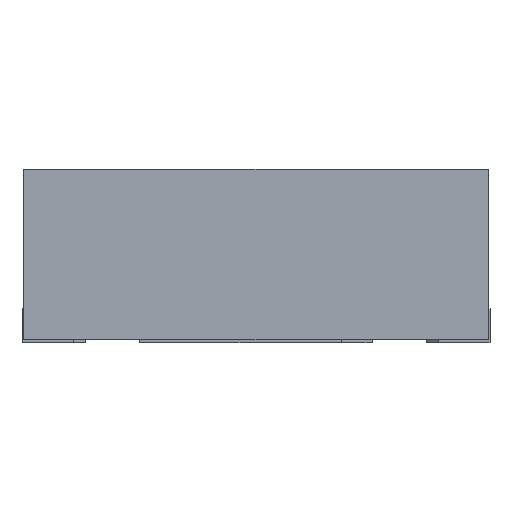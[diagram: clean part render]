
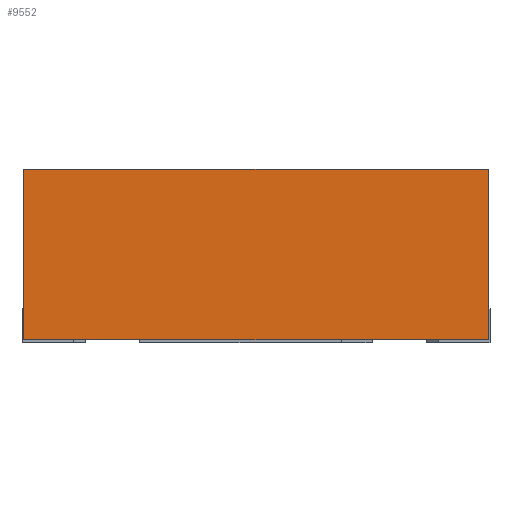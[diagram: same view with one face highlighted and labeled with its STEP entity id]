
A CAD part, front view. The second image highlights one B-rep face of the part: STEP entity #9552.
In plain terms, the highlighted planar face has unit normal (0, -1, 0).
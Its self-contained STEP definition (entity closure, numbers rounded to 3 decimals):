
#43 = PLANE('',#44);
#44 = AXIS2_PLACEMENT_3D('',#45,#46,#47);
#45 = CARTESIAN_POINT('',(0.,0.,1.12));
#46 = DIRECTION('',(0.,0.,1.));
#47 = DIRECTION('',(-1.,0.,0.));
#3070 = VERTEX_POINT('',#3071);
#3071 = CARTESIAN_POINT('',(1.5,-1.5,1.12));
#3087 = PLANE('',#3088);
#3088 = AXIS2_PLACEMENT_3D('',#3089,#3090,#3091);
#3089 = CARTESIAN_POINT('',(1.5,1.5,1.12));
#3090 = DIRECTION('',(1.,0.,0.));
#3091 = DIRECTION('',(0.,0.,1.));
#3128 = VERTEX_POINT('',#3129);
#3129 = CARTESIAN_POINT('',(-1.5,-1.5,1.12));
#3143 = PLANE('',#3144);
#3144 = AXIS2_PLACEMENT_3D('',#3145,#3146,#3147);
#3145 = CARTESIAN_POINT('',(-1.5,-1.5,1.12));
#3146 = DIRECTION('',(-1.,0.,0.));
#3147 = DIRECTION('',(0.,0.,-1.));
#3155 = EDGE_CURVE('',#3128,#3070,#3156,.T.);
#3156 = SURFACE_CURVE('',#3157,(#3161,#3168),.PCURVE_S1.);
#3157 = LINE('',#3158,#3159);
#3158 = CARTESIAN_POINT('',(0.,-1.5,1.12));
#3159 = VECTOR('',#3160,1.);
#3160 = DIRECTION('',(1.,0.,0.));
#3161 = PCURVE('',#43,#3162);
#3162 = DEFINITIONAL_REPRESENTATION('',(#3163),#3167);
#3163 = LINE('',#3164,#3165);
#3164 = CARTESIAN_POINT('',(0.,1.5));
#3165 = VECTOR('',#3166,1.);
#3166 = DIRECTION('',(-1.,0.));
#3167 = ( GEOMETRIC_REPRESENTATION_CONTEXT(2) 
PARAMETRIC_REPRESENTATION_CONTEXT() REPRESENTATION_CONTEXT('2D SPACE',''
  ) );
#3168 = PCURVE('',#3169,#3174);
#3169 = PLANE('',#3170);
#3170 = AXIS2_PLACEMENT_3D('',#3171,#3172,#3173);
#3171 = CARTESIAN_POINT('',(1.5,-1.5,1.12));
#3172 = DIRECTION('',(0.,-1.,0.));
#3173 = DIRECTION('',(1.,0.,0.));
#3174 = DEFINITIONAL_REPRESENTATION('',(#3175),#3179);
#3175 = LINE('',#3176,#3177);
#3176 = CARTESIAN_POINT('',(-1.5,0.));
#3177 = VECTOR('',#3178,1.);
#3178 = DIRECTION('',(1.,-0.));
#3179 = ( GEOMETRIC_REPRESENTATION_CONTEXT(2) 
PARAMETRIC_REPRESENTATION_CONTEXT() REPRESENTATION_CONTEXT('2D SPACE',''
  ) );
#9128 = PLANE('',#9129);
#9129 = AXIS2_PLACEMENT_3D('',#9130,#9131,#9132);
#9130 = CARTESIAN_POINT('',(0.,0.,
    0.02));
#9131 = DIRECTION('',(0.,0.,1.));
#9132 = DIRECTION('',(-1.,0.,0.));
#9186 = EDGE_CURVE('',#3070,#9187,#9189,.T.);
#9187 = VERTEX_POINT('',#9188);
#9188 = CARTESIAN_POINT('',(1.5,-1.5,0.02));
#9189 = SURFACE_CURVE('',#9190,(#9194,#9201),.PCURVE_S1.);
#9190 = LINE('',#9191,#9192);
#9191 = CARTESIAN_POINT('',(1.5,-1.5,1.12));
#9192 = VECTOR('',#9193,1.);
#9193 = DIRECTION('',(0.,0.,-1.));
#9194 = PCURVE('',#3087,#9195);
#9195 = DEFINITIONAL_REPRESENTATION('',(#9196),#9200);
#9196 = LINE('',#9197,#9198);
#9197 = CARTESIAN_POINT('',(0.,3.));
#9198 = VECTOR('',#9199,1.);
#9199 = DIRECTION('',(-1.,0.));
#9200 = ( GEOMETRIC_REPRESENTATION_CONTEXT(2) 
PARAMETRIC_REPRESENTATION_CONTEXT() REPRESENTATION_CONTEXT('2D SPACE',''
  ) );
#9201 = PCURVE('',#3169,#9202);
#9202 = DEFINITIONAL_REPRESENTATION('',(#9203),#9207);
#9203 = LINE('',#9204,#9205);
#9204 = CARTESIAN_POINT('',(0.,0.));
#9205 = VECTOR('',#9206,1.);
#9206 = DIRECTION('',(0.,-1.));
#9207 = ( GEOMETRIC_REPRESENTATION_CONTEXT(2) 
PARAMETRIC_REPRESENTATION_CONTEXT() REPRESENTATION_CONTEXT('2D SPACE',''
  ) );
#9552 = ADVANCED_FACE('',(#9553),#3169,.T.);
#9553 = FACE_BOUND('',#9554,.T.);
#9554 = EDGE_LOOP('',(#9555,#9578,#9579,#9580));
#9555 = ORIENTED_EDGE('',*,*,#9556,.T.);
#9556 = EDGE_CURVE('',#9557,#9187,#9559,.T.);
#9557 = VERTEX_POINT('',#9558);
#9558 = CARTESIAN_POINT('',(-1.5,-1.5,0.02));
#9559 = SURFACE_CURVE('',#9560,(#9564,#9571),.PCURVE_S1.);
#9560 = LINE('',#9561,#9562);
#9561 = CARTESIAN_POINT('',(1.5,-1.5,0.02));
#9562 = VECTOR('',#9563,1.);
#9563 = DIRECTION('',(1.,0.,0.));
#9564 = PCURVE('',#3169,#9565);
#9565 = DEFINITIONAL_REPRESENTATION('',(#9566),#9570);
#9566 = LINE('',#9567,#9568);
#9567 = CARTESIAN_POINT('',(0.,-1.1));
#9568 = VECTOR('',#9569,1.);
#9569 = DIRECTION('',(1.,0.));
#9570 = ( GEOMETRIC_REPRESENTATION_CONTEXT(2) 
PARAMETRIC_REPRESENTATION_CONTEXT() REPRESENTATION_CONTEXT('2D SPACE',''
  ) );
#9571 = PCURVE('',#9128,#9572);
#9572 = DEFINITIONAL_REPRESENTATION('',(#9573),#9577);
#9573 = LINE('',#9574,#9575);
#9574 = CARTESIAN_POINT('',(-1.5,1.5));
#9575 = VECTOR('',#9576,1.);
#9576 = DIRECTION('',(-1.,0.));
#9577 = ( GEOMETRIC_REPRESENTATION_CONTEXT(2) 
PARAMETRIC_REPRESENTATION_CONTEXT() REPRESENTATION_CONTEXT('2D SPACE',''
  ) );
#9578 = ORIENTED_EDGE('',*,*,#9186,.F.);
#9579 = ORIENTED_EDGE('',*,*,#3155,.F.);
#9580 = ORIENTED_EDGE('',*,*,#9581,.T.);
#9581 = EDGE_CURVE('',#3128,#9557,#9582,.T.);
#9582 = SURFACE_CURVE('',#9583,(#9587,#9594),.PCURVE_S1.);
#9583 = LINE('',#9584,#9585);
#9584 = CARTESIAN_POINT('',(-1.5,-1.5,1.12));
#9585 = VECTOR('',#9586,1.);
#9586 = DIRECTION('',(0.,0.,-1.));
#9587 = PCURVE('',#3169,#9588);
#9588 = DEFINITIONAL_REPRESENTATION('',(#9589),#9593);
#9589 = LINE('',#9590,#9591);
#9590 = CARTESIAN_POINT('',(-3.,0.));
#9591 = VECTOR('',#9592,1.);
#9592 = DIRECTION('',(0.,-1.));
#9593 = ( GEOMETRIC_REPRESENTATION_CONTEXT(2) 
PARAMETRIC_REPRESENTATION_CONTEXT() REPRESENTATION_CONTEXT('2D SPACE',''
  ) );
#9594 = PCURVE('',#3143,#9595);
#9595 = DEFINITIONAL_REPRESENTATION('',(#9596),#9600);
#9596 = LINE('',#9597,#9598);
#9597 = CARTESIAN_POINT('',(0.,0.));
#9598 = VECTOR('',#9599,1.);
#9599 = DIRECTION('',(1.,0.));
#9600 = ( GEOMETRIC_REPRESENTATION_CONTEXT(2) 
PARAMETRIC_REPRESENTATION_CONTEXT() REPRESENTATION_CONTEXT('2D SPACE',''
  ) );
